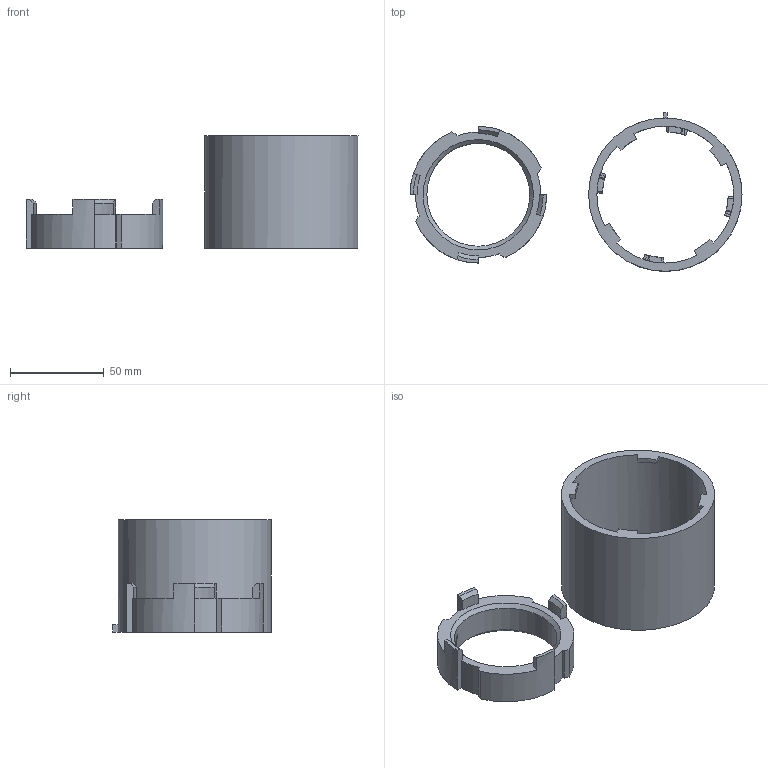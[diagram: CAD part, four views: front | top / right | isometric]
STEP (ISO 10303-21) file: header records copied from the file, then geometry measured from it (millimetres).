
FILE_DESCRIPTION(/* description */ ('','CAx-IF Rec.Pracs.---Representation and Presentation of Product Manufacturing Information (PMI)---4.0---2014-10-13'),/* implementation_level */ '2;1');
FILE_NAME(/* name */ 'generic spool to bambu filament SUSverter v2.step',/* time_stamp */ '2024-12-26T12:00:19+08:00',/* author */ (''),/* organization */ (''),/* preprocessor_version */ 'ST-DEVELOPER v20',/* originating_system */ 'Autodesk Translation Framework v13.20.0.188',/* authorisation */ '');
FILE_SCHEMA (('AP242_MANAGED_MODEL_BASED_3D_ENGINEERING_MIM_LF { 1 0 10303 442 1 1 4 }'));
Length unit declared in the file: millimetre
Products named in the file (1): generic spool to bambu filament SUSverter
Bounding box: 177.5 x 85 x 60 mm (x, y, z)
Volume: 95218 mm3; surface area: 43634.8 mm2
Topology: 2 solids, 2 shells, 320 faces, 916 edges, 610 vertices
Faces by surface type: bspline 158, plane 122, cylinder 34, cone 6
Full cylindrical faces by diameter (mm): 55 x1, 73.2 x1, 82 x1
Entity records: 12635 total; most frequent: CARTESIAN_POINT 5191, ORIENTED_EDGE 1832, DIRECTION 1073, EDGE_CURVE 916, VERTEX_POINT 610, LINE 433, VECTOR 433, EDGE_LOOP 334
